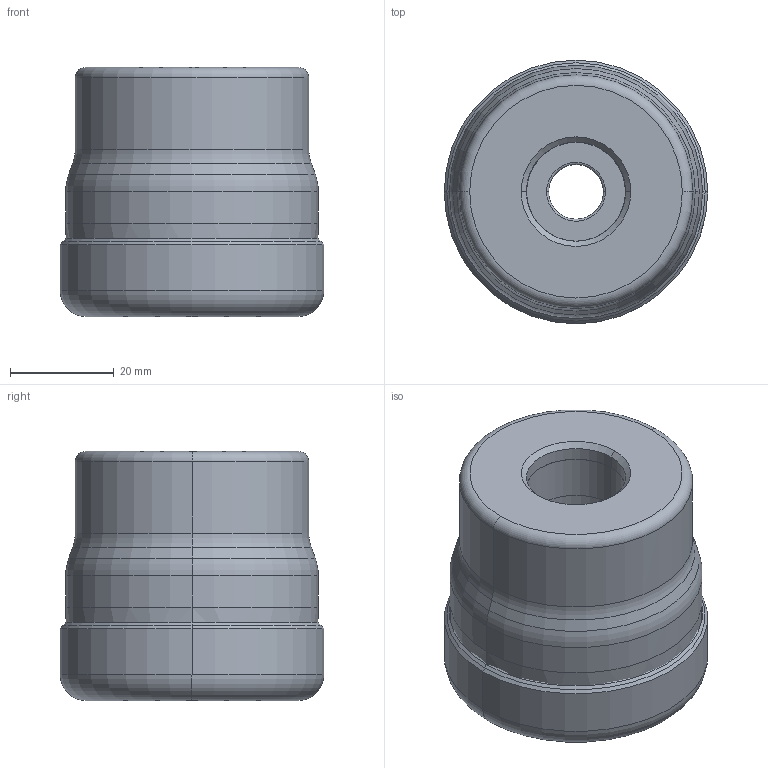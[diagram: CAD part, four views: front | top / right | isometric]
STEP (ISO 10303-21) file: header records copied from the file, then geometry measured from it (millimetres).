
FILE_DESCRIPTION(/* description */ (''),/* implementation_level */ '2;1');
FILE_NAME(/* name */ 'BXD4000R0203B_IR0_197.stp',/* time_stamp */ '2023-03-06T12:41:27+09:00',/* author */ (''),/* organization */ (''),/* preprocessor_version */ 'ST-DEVELOPER v16',/* originating_system */ 'SIEMENS PLM Software NX 10.0',/* authorisation */ '');
FILE_SCHEMA (('AUTOMOTIVE_DESIGN { 1 0 10303 214 3 1 1 1 }'));
Length unit declared in the file: millimetre
Products named in the file (1): BXD4000R0203B_IR0_197_ASM_5_ASM
Bounding box: 50.8 x 50.8 x 48.03 mm (x, y, z)
Volume: 89189.6 mm3; surface area: 18115.5 mm2
Topology: 2 solids, 2 shells, 82 faces, 205 edges, 147 vertices
Faces by surface type: cone 38, torus 20, cylinder 16, plane 8
Entity records: 2621 total; most frequent: DIRECTION 523, CARTESIAN_POINT 412, ORIENTED_EDGE 380, AXIS2_PLACEMENT_3D 228, EDGE_CURVE 190, CIRCLE 138, VERTEX_POINT 116, EDGE_LOOP 90
